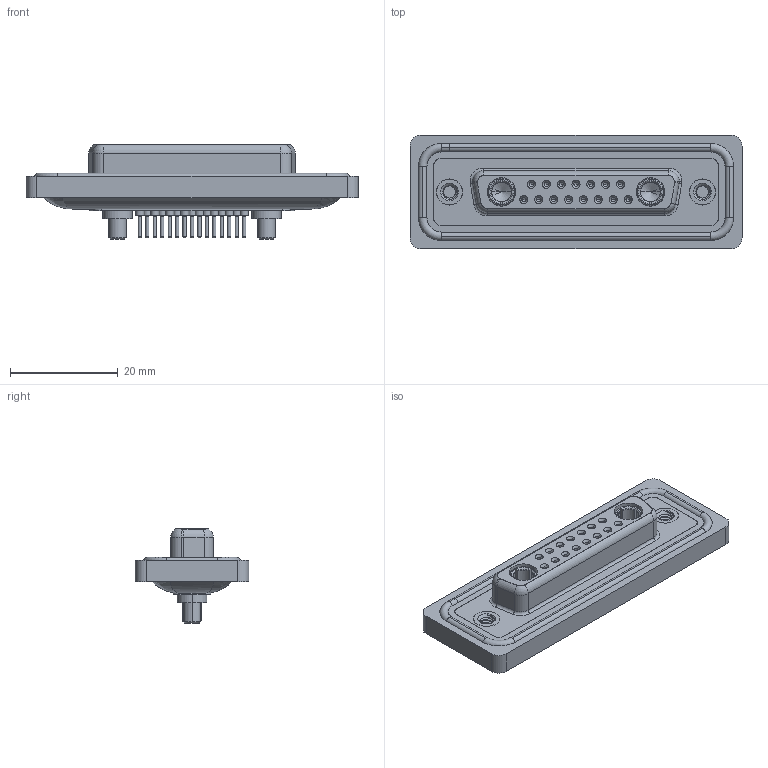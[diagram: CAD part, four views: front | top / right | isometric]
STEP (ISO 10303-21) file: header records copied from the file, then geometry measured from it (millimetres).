
FILE_DESCRIPTION (( 'STEP AP203' ), '1' );
FILE_NAME ('628W17W2224-3N2.STEP', '2024-04-09T20:56:20', ( '' ), ( '' ), 'SwSTEP 2.0', 'SolidWorks 2023', '' );
FILE_SCHEMA (( 'CONFIG_CONTROL_DESIGN' ));
Length unit declared in the file: millimetre
Products named in the file (9): 628Combo Shell Rear_25 Contacts; 628Combo Contact Row 1_24; 628Combo Shell Front_25 Contacts; 628Combo Waterproof Housing_25 Contacts; 628Combo Threaded Rivet_2; 628Combo Housing_17W2; 628Combo Contact Row 2_24; 628W17W2224-3N2; Power Socket_30A S
Assembly tree (23 placements, depth 2):
  628W17W2224-3N2
    628Combo Housing_17W2
    628Combo Waterproof Housing_25 Contacts
    628Combo Shell Front_25 Contacts
    628Combo Shell Rear_25 Contacts
    628Combo Threaded Rivet_2  x2
    628Combo Contact Row 1_24  x7
    628Combo Contact Row 2_24  x8
    Power Socket_30A S  x2
Bounding box: 61.75 x 21.1 x 17.55 mm (x, y, z)
Volume: 8338.2 mm3; surface area: 13864.3 mm2
Topology: 26 solids, 26 shells, 1359 faces, 3247 edges, 2015 vertices
Faces by surface type: cylinder 519, plane 388, torus 289, cone 151, bspline 12
Entity records: 24236 total; most frequent: CARTESIAN_POINT 5780, DIRECTION 3884, ORIENTED_EDGE 3392, EDGE_CURVE 1696, AXIS2_PLACEMENT_3D 1608, VERTEX_POINT 1077, CIRCLE 879, EDGE_LOOP 833
